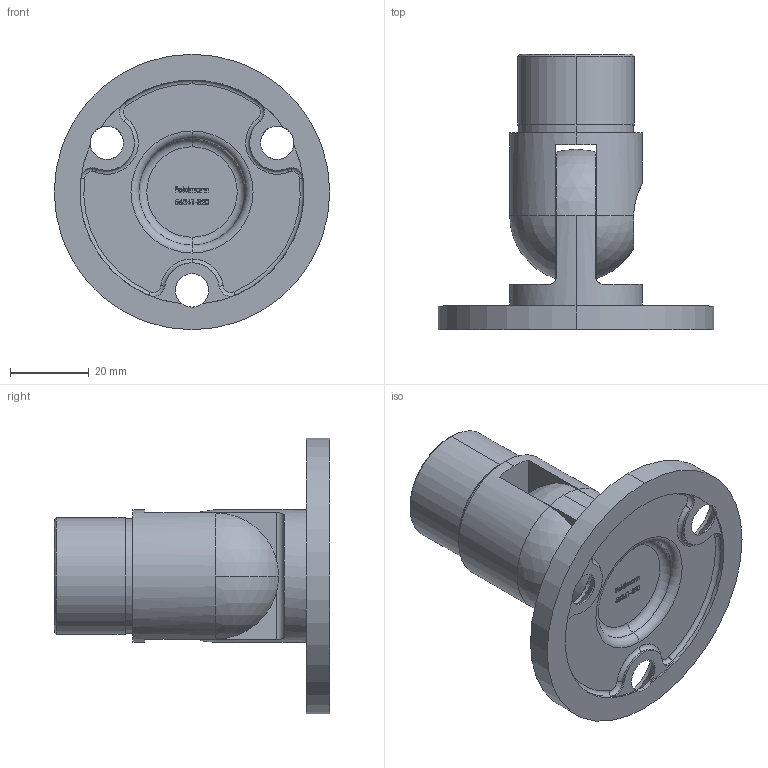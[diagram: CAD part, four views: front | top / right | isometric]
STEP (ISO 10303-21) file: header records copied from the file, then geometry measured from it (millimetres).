
FILE_DESCRIPTION (( 'STEP AP203' ), '1' );
FILE_NAME ('56241-320.step', '2020-12-10T14:51:18', ( '' ), ( '' ), 'SwSTEP 2.0', 'SolidWorks 2018', '' );
FILE_SCHEMA (( 'CONFIG_CONTROL_DESIGN' ));
Length unit declared in the file: millimetre
Products named in the file (7): 56241-320; socket countersunk head screw_din_DIN 7991 - M8 x 20 --- 20S; socket countersunk head screw_din; 5624X-320 Teil1_56241-320 Teil1; 5624X-320 Teil2; 5624X-320 Teil2_56241-320 Teil2; 5624X-320 Teil1
Assembly tree (3 placements, depth 2):
  56241-320
    5624X-320 Teil1_56241-320 Teil1
    5624X-320 Teil2_56241-320 Teil2
    socket countersunk head screw_din_DIN 7991 - M8 x 20 --- 20S
  socket countersunk head screw_din
  5624X-320 Teil2
  5624X-320 Teil1
Bounding box: 70 x 70 x 70 mm (x, y, z)
Volume: 47432.1 mm3; surface area: 24169.4 mm2
Topology: 3 solids, 3 shells, 435 faces, 1129 edges, 722 vertices
Faces by surface type: plane 160, bspline 100, cylinder 76, cone 64, torus 26, sphere 9
Entity records: 19365 total; most frequent: CARTESIAN_POINT 8505, ORIENTED_EDGE 2250, DIRECTION 1939, EDGE_CURVE 1125, VERTEX_POINT 721, AXIS2_PLACEMENT_3D 677, LINE 585, VECTOR 585
